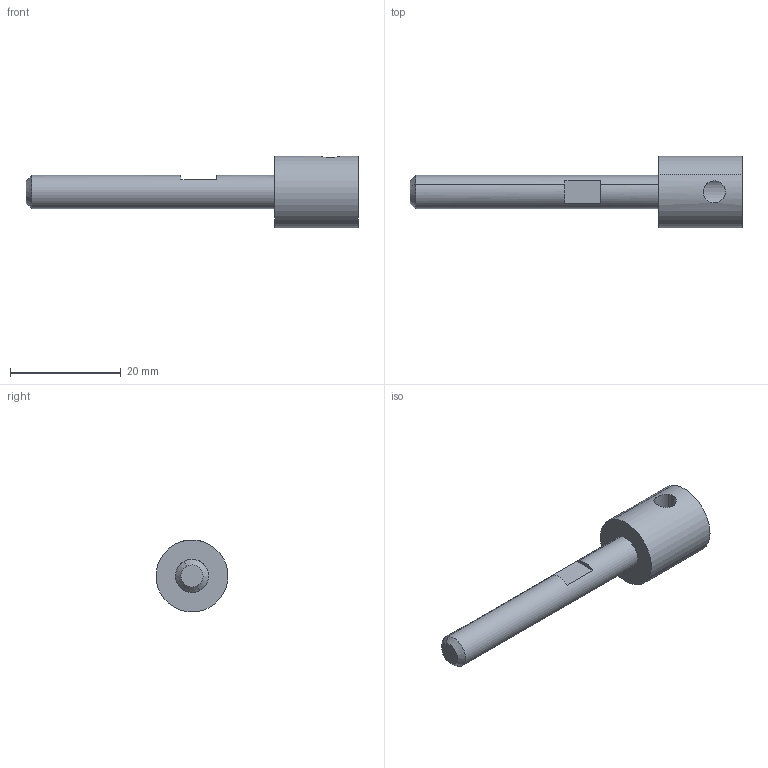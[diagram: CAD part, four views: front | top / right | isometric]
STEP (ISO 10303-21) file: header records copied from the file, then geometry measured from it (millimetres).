
FILE_DESCRIPTION(('CATIA V5 STEP Exchange'),'2;1');
FILE_NAME('arbre codeur.stp','2018-12-04T17:15:23+00:00',('none'),('none'),'Version 5-6 Release 2013','CATIA V5 STEP AP203','none');
FILE_SCHEMA(('CONFIG_CONTROL_DESIGN'));
Length unit declared in the file: millimetre
Products named in the file (1): arbre codeur
Bounding box: 60 x 13 x 13 mm (x, y, z)
Volume: 2778.7 mm3; surface area: 1983.5 mm2
Topology: 1 solids, 1 shells, 18 faces, 41 edges, 25 vertices
Faces by surface type: cylinder 8, plane 6, cone 4
Entity records: 560 total; most frequent: CARTESIAN_POINT 146, ORIENTED_EDGE 78, DIRECTION 61, EDGE_CURVE 39, AXIS2_PLACEMENT_3D 32, VERTEX_POINT 25, EDGE_LOOP 22, ADVANCED_FACE 18
